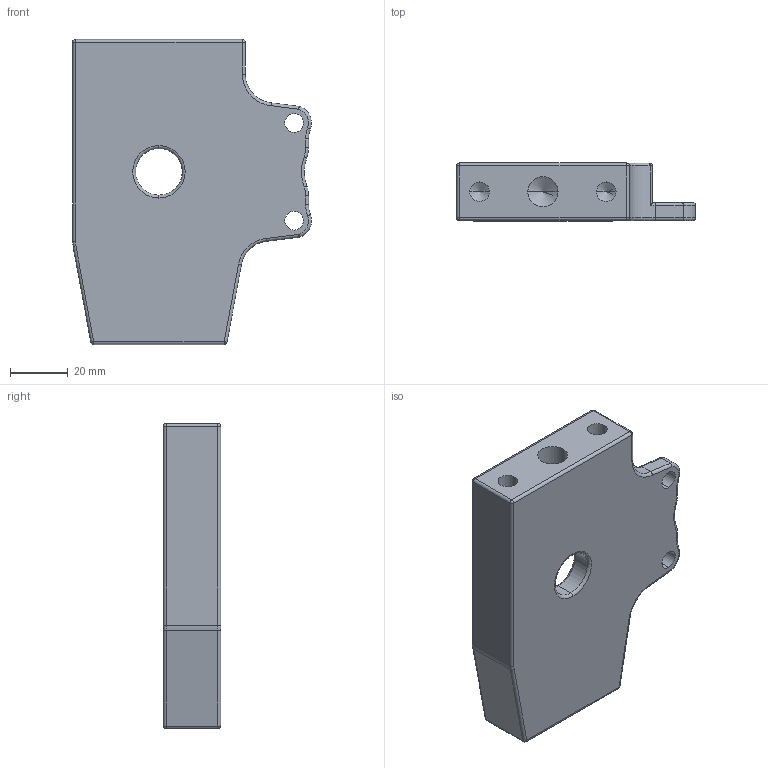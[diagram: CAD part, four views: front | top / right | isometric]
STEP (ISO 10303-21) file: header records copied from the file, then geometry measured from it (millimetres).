
FILE_DESCRIPTION (( 'STEP AP203' ), '1' );
FILE_NAME ('PM V OK GAUCHE.STEP', '2023-02-13T15:34:55', ( '' ), ( '' ), 'SwSTEP 2.0', 'SolidWorks 2021', '' );
FILE_SCHEMA (( 'CONFIG_CONTROL_DESIGN' ));
Length unit declared in the file: millimetre
Products named in the file (1): PM V OK GAUCHE
Bounding box: 83 x 20 x 106 mm (x, y, z)
Volume: 107467.7 mm3; surface area: 24422.3 mm2
Topology: 1 solids, 1 shells, 123 faces, 289 edges, 152 vertices
Faces by surface type: cylinder 57, torus 29, plane 15, sphere 12, cone 10
Entity records: 3472 total; most frequent: DIRECTION 656, CARTESIAN_POINT 622, ORIENTED_EDGE 534, AXIS2_PLACEMENT_3D 278, EDGE_CURVE 267, CIRCLE 154, VERTEX_POINT 152, EDGE_LOOP 135
